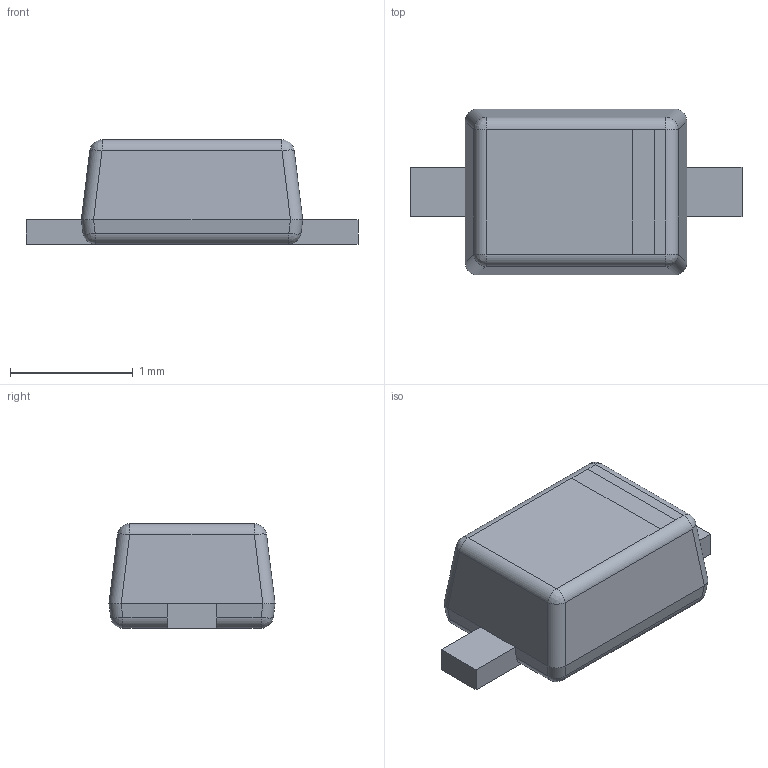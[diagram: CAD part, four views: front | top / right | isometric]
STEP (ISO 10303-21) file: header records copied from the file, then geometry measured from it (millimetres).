
FILE_DESCRIPTION(('STEP AP214'), '1');
FILE_NAME('SC-90', '', ('UNSPECIFIED'), ('UNSPECIFIED'), 'ASCON STEP Converter 1.3', 'ASCON Math Kernel', '');
FILE_SCHEMA(('AUTOMOTIVE_DESIGN { 1 0 10303 214 3 1 1}'));
Length unit declared in the file: millimetre
Bounding box: 2.7 x 1.35 x 0.85 mm (x, y, z)
Volume: 1.9 mm3; surface area: 10.9 mm2
Topology: 3 solids, 3 shells, 60 faces, 142 edges, 82 vertices
Faces by surface type: plane 34, cylinder 18, bspline 8
Entity records: 2253 total; most frequent: CARTESIAN_POINT 415, DIRECTION 264, ORIENTED_EDGE 252, EDGE_CURVE 126, LINE 102, VECTOR 102, AXIS2_PLACEMENT_3D 81, VERTEX_POINT 72
